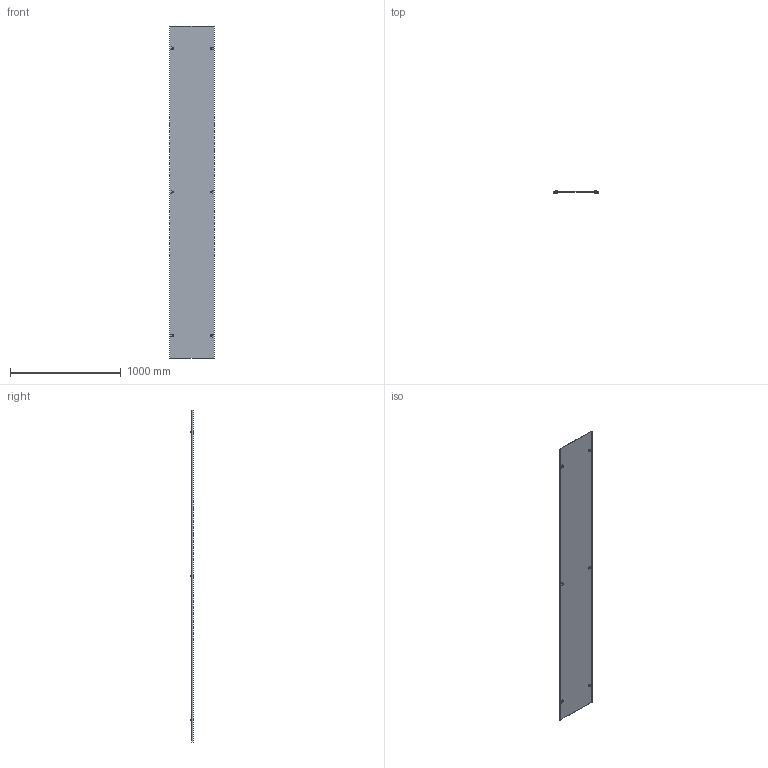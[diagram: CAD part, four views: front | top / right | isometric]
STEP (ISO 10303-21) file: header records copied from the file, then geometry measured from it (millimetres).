
FILE_DESCRIPTION (( 'STEP AP214' ), '1' );
FILE_NAME ('6052932.stp', '2019-04-16T07:06:28', ( '' ), ( '' ), 'SwSTEP 2.0', 'SolidWorks 2018', '' );
FILE_SCHEMA (( 'AUTOMOTIVE_DESIGN' ));
Length unit declared in the file: millimetre
Products named in the file (7): 040541_NB 400 gelocht o=16,5; prevailing torque nut thin insert_din_DIN EN ISO 10511 - M8 - C; KTS 08.080-017_Standard; KTS 08.082-002_Standard; KTS 08.083-001_Standard; KTS 14.002-012_M8x16; 6052932
Assembly tree (11 placements, depth 3):
  6052932
    KTS 08.080-017_Standard  x6
      KTS 08.083-001_Standard
      KTS 14.002-012_M8x16
      KTS 08.082-002_Standard
      prevailing torque nut thin insert_din_DIN EN ISO 10511 - M8 - C
    040541_NB 400 gelocht o=16,5
Bounding box: 404.5 x 20.57 x 3000 mm (x, y, z)
Volume: 1311091.8 mm3; surface area: 2602195.9 mm2
Topology: 25 solids, 25 shells, 528 faces, 1224 edges, 764 vertices
Faces by surface type: plane 312, cylinder 96, cone 72, torus 24, sphere 12, bspline 12
Entity records: 3784 total; most frequent: CARTESIAN_POINT 814, DIRECTION 570, ORIENTED_EDGE 548, EDGE_CURVE 274, AXIS2_PLACEMENT_3D 206, VERTEX_POINT 174, VECTOR 158, LINE 158
